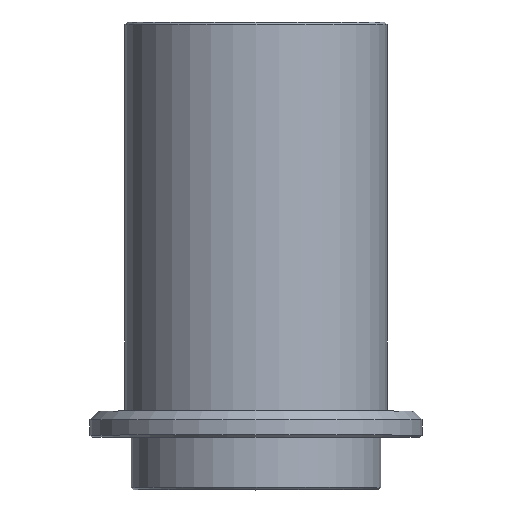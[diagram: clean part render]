
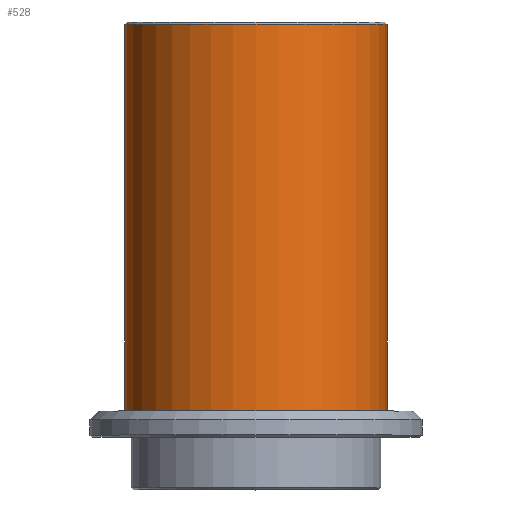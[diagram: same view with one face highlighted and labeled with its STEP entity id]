
A CAD part, top view. The second image highlights one B-rep face of the part: STEP entity #528.
In plain terms, the highlighted cylindrical face has radius 30 mm (diameter 60 mm), a partial arc.
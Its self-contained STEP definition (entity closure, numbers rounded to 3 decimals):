
#406=CARTESIAN_POINT('Vertex',(-30.,0.,0.)) ;
#408=CARTESIAN_POINT('Vertex',(30.,0.,0.)) ;
#411=CARTESIAN_POINT('Axis2P3D Location',(0.,0.,0.)) ;
#498=CARTESIAN_POINT('Axis2P3D Location',(0.,35.5,0.)) ;
#503=CARTESIAN_POINT('Line Origine',(-30.,44.5,0.)) ;
#507=CARTESIAN_POINT('Vertex',(-30.,88.5,0.)) ;
#510=CARTESIAN_POINT('Line Origine',(30.,44.5,0.)) ;
#514=CARTESIAN_POINT('Vertex',(30.,88.5,0.)) ;
#517=CARTESIAN_POINT('Axis2P3D Location',(0.,88.5,0.)) ;
#412=DIRECTION('Axis2P3D Direction',(0.,-1.,0.)) ;
#499=DIRECTION('Axis2P3D Direction',(0.,-1.,0.)) ;
#500=DIRECTION('Axis2P3D XDirection',(1.,0.,0.)) ;
#504=DIRECTION('Vector Direction',(0.,-1.,0.)) ;
#511=DIRECTION('Vector Direction',(0.,-1.,0.)) ;
#518=DIRECTION('Axis2P3D Direction',(0.,-1.,0.)) ;
#413=AXIS2_PLACEMENT_3D('Circle Axis2P3D',#411,#412,$) ;
#501=AXIS2_PLACEMENT_3D('Cylinder Axis2P3D',#498,#499,#500) ;
#519=AXIS2_PLACEMENT_3D('Circle Axis2P3D',#517,#518,$) ;
#523=ORIENTED_EDGE('',*,*,#509,.F.) ;
#524=ORIENTED_EDGE('',*,*,#415,.F.) ;
#525=ORIENTED_EDGE('',*,*,#516,.T.) ;
#526=ORIENTED_EDGE('',*,*,#521,.T.) ;
#505=VECTOR('Line Direction',#504,1.) ;
#512=VECTOR('Line Direction',#511,1.) ;
#528=ADVANCED_FACE('PartBody',(#527),#502,.T.) ;
#414=CIRCLE('generated circle',#413,30.) ;
#520=CIRCLE('generated circle',#519,30.) ;
#502=CYLINDRICAL_SURFACE('generated cylinder',#501,30.) ;
#415=EDGE_CURVE('',#409,#407,#414,.T.) ;
#509=EDGE_CURVE('',#407,#508,#506,.F.) ;
#516=EDGE_CURVE('',#409,#515,#513,.F.) ;
#521=EDGE_CURVE('',#515,#508,#520,.T.) ;
#522=EDGE_LOOP('',(#523,#524,#525,#526)) ;
#527=FACE_OUTER_BOUND('',#522,.T.) ;
#506=LINE('Line',#503,#505) ;
#513=LINE('Line',#510,#512) ;
#407=VERTEX_POINT('',#406) ;
#409=VERTEX_POINT('',#408) ;
#508=VERTEX_POINT('',#507) ;
#515=VERTEX_POINT('',#514) ;
